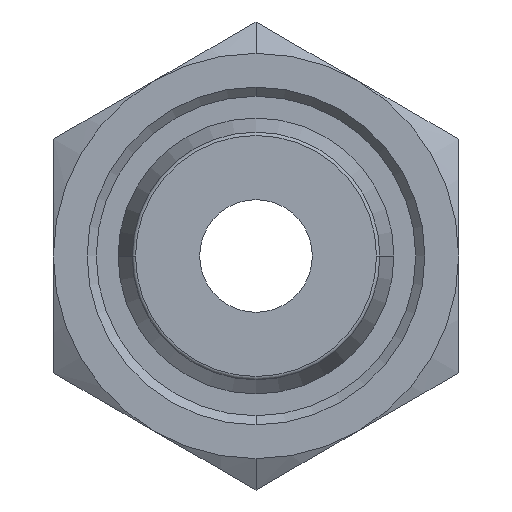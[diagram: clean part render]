
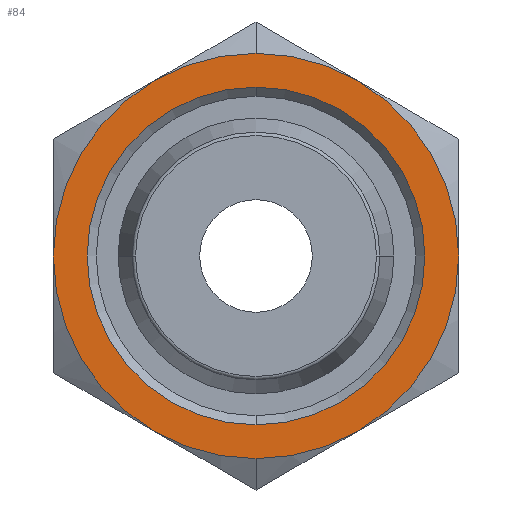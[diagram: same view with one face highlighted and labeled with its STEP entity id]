
A CAD part, left-side view. The second image highlights one B-rep face of the part: STEP entity #84.
In plain terms, the highlighted planar face has unit normal (-1, 0, 0).
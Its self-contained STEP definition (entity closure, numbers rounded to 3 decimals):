
#84=ADVANCED_FACE('',(#255,#256),#257,.T.);
#255=FACE_OUTER_BOUND('',#518,.T.);
#256=FACE_BOUND('',#519,.T.);
#257=PLANE('',#520);
#518=EDGE_LOOP('',(#991,#992,#993,#994,#995,#996,#997,#998));
#519=EDGE_LOOP('',(#999,#1000));
#520=AXIS2_PLACEMENT_3D('',#1001,#1002,#1003);
#991=ORIENTED_EDGE('',*,*,#1714,.T.);
#992=ORIENTED_EDGE('',*,*,#1713,.T.);
#993=ORIENTED_EDGE('',*,*,#1610,.T.);
#994=ORIENTED_EDGE('',*,*,#1718,.T.);
#995=ORIENTED_EDGE('',*,*,#1715,.T.);
#996=ORIENTED_EDGE('',*,*,#1716,.T.);
#997=ORIENTED_EDGE('',*,*,#1717,.T.);
#998=ORIENTED_EDGE('',*,*,#1614,.T.);
#999=ORIENTED_EDGE('',*,*,#1719,.T.);
#1000=ORIENTED_EDGE('',*,*,#1720,.T.);
#1001=CARTESIAN_POINT('',(-17.5,0.0,0.0));
#1002=DIRECTION('',(-1.0,0.0,0.0));
#1003=DIRECTION('',(0.0,-1.0,0.0));
#1610=EDGE_CURVE('',#1888,#1885,#1889,.T.);
#1614=EDGE_CURVE('',#1892,#1894,#1896,.T.);
#1713=EDGE_CURVE('',#2044,#1888,#2067,.T.);
#1714=EDGE_CURVE('',#1894,#2044,#2068,.T.);
#1715=EDGE_CURVE('',#2061,#2056,#2069,.T.);
#1716=EDGE_CURVE('',#2056,#2051,#2070,.T.);
#1717=EDGE_CURVE('',#2051,#1892,#2071,.T.);
#1718=EDGE_CURVE('',#1885,#2061,#2072,.T.);
#1719=EDGE_CURVE('',#2073,#2074,#2075,.T.);
#1720=EDGE_CURVE('',#2074,#2073,#2076,.T.);
#1885=VERTEX_POINT('',#2315);
#1888=VERTEX_POINT('',#2319);
#1889=CIRCLE('',#2320,18.0);
#1892=VERTEX_POINT('',#2330);
#1894=VERTEX_POINT('',#2333);
#1896=CIRCLE('',#2342,18.0);
#2044=VERTEX_POINT('',#2595);
#2051=VERTEX_POINT('',#2625);
#2056=VERTEX_POINT('',#2645);
#2061=VERTEX_POINT('',#2665);
#2067=CIRCLE('',#2700,18.0);
#2068=CIRCLE('',#2701,18.0);
#2069=CIRCLE('',#2702,18.0);
#2070=CIRCLE('',#2703,18.0);
#2071=CIRCLE('',#2704,18.0);
#2072=CIRCLE('',#2705,18.0);
#2073=VERTEX_POINT('',#2706);
#2074=VERTEX_POINT('',#2707);
#2075=CIRCLE('',#2708,15.0);
#2076=CIRCLE('',#2709,15.0);
#2315=CARTESIAN_POINT('',(-17.5,0.,18.0));
#2319=CARTESIAN_POINT('',(-17.5,-9.,15.588));
#2320=AXIS2_PLACEMENT_3D('',#3032,#3033,#3034);
#2330=CARTESIAN_POINT('',(-17.5,0.,-18.0));
#2333=CARTESIAN_POINT('',(-17.5,-9.,-15.588));
#2342=AXIS2_PLACEMENT_3D('',#3036,#3037,#3038);
#2595=CARTESIAN_POINT('',(-17.5,-18.0,0.));
#2625=CARTESIAN_POINT('',(-17.5,9.,-15.588));
#2645=CARTESIAN_POINT('',(-17.5,18.0,0.));
#2665=CARTESIAN_POINT('',(-17.5,9.,15.588));
#2700=AXIS2_PLACEMENT_3D('',#3201,#3202,#3203);
#2701=AXIS2_PLACEMENT_3D('',#3204,#3205,#3206);
#2702=AXIS2_PLACEMENT_3D('',#3207,#3208,#3209);
#2703=AXIS2_PLACEMENT_3D('',#3210,#3211,#3212);
#2704=AXIS2_PLACEMENT_3D('',#3213,#3214,#3215);
#2705=AXIS2_PLACEMENT_3D('',#3216,#3217,#3218);
#2706=CARTESIAN_POINT('',(-17.5,0.0,15.0));
#2707=CARTESIAN_POINT('',(-17.5,0.0,-15.0));
#2708=AXIS2_PLACEMENT_3D('',#3219,#3220,#3221);
#2709=AXIS2_PLACEMENT_3D('',#3222,#3223,#3224);
#3032=CARTESIAN_POINT('',(-17.5,0.0,0.0));
#3033=DIRECTION('',(-1.0,0.0,0.0));
#3034=DIRECTION('',(0.0,-0.5,0.866));
#3036=CARTESIAN_POINT('',(-17.5,0.0,0.0));
#3037=DIRECTION('',(-1.0,0.0,0.0));
#3038=DIRECTION('',(0.0,0.5,-0.866));
#3201=CARTESIAN_POINT('',(-17.5,0.0,0.0));
#3202=DIRECTION('',(-1.0,-0.0,0.0));
#3203=DIRECTION('',(0.0,-1.0,0.));
#3204=CARTESIAN_POINT('',(-17.5,0.0,0.0));
#3205=DIRECTION('',(-1.0,-0.0,0.0));
#3206=DIRECTION('',(0.0,-0.5,-0.866));
#3207=CARTESIAN_POINT('',(-17.5,0.0,0.0));
#3208=DIRECTION('',(-1.0,0.0,0.0));
#3209=DIRECTION('',(0.0,0.5,0.866));
#3210=CARTESIAN_POINT('',(-17.5,0.0,0.0));
#3211=DIRECTION('',(-1.0,0.0,0.0));
#3212=DIRECTION('',(0.0,1.0,0.));
#3213=CARTESIAN_POINT('',(-17.5,0.0,0.0));
#3214=DIRECTION('',(-1.0,0.0,0.0));
#3215=DIRECTION('',(0.0,0.5,-0.866));
#3216=CARTESIAN_POINT('',(-17.5,0.0,0.0));
#3217=DIRECTION('',(-1.0,0.0,0.0));
#3218=DIRECTION('',(0.0,-0.5,0.866));
#3219=CARTESIAN_POINT('',(-17.5,0.0,0.0));
#3220=DIRECTION('',(1.0,0.0,-0.0));
#3221=DIRECTION('',(0.0,0.0,1.0));
#3222=CARTESIAN_POINT('',(-17.5,0.0,0.0));
#3223=DIRECTION('',(1.0,0.0,0.0));
#3224=DIRECTION('',(0.0,0.0,-1.0));
